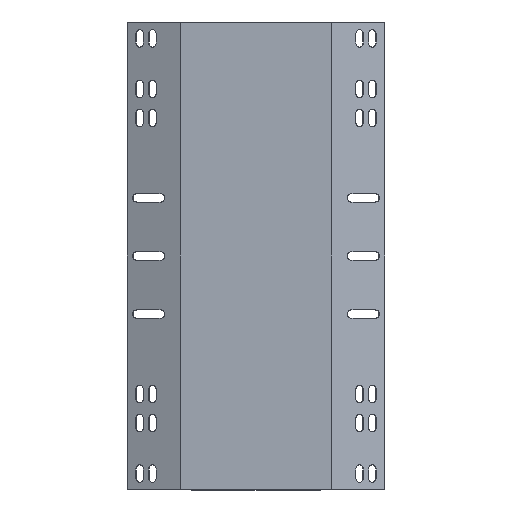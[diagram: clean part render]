
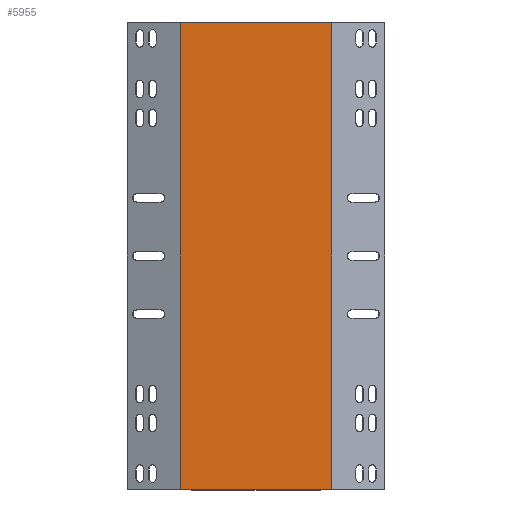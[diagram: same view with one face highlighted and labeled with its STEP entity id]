
A CAD part, front view. The second image highlights one B-rep face of the part: STEP entity #5955.
In plain terms, the highlighted planar face has unit normal (0, -1, 0).
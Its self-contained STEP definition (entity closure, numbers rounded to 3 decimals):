
#56 = DIRECTION ( 'NONE',  ( 0., 0., 1. ) ) ;
#113 = CARTESIAN_POINT ( 'NONE',  ( -87.427, -23.927, -226.657 ) ) ;
#132 = ORIENTED_EDGE ( 'NONE', *, *, #4157, .T. ) ;
#152 = ORIENTED_EDGE ( 'NONE', *, *, #4840, .F. ) ;
#173 = ORIENTED_EDGE ( 'NONE', *, *, #1024, .F. ) ;
#238 = ORIENTED_EDGE ( 'NONE', *, *, #6027, .T. ) ;
#344 = FACE_OUTER_BOUND ( 'NONE', #982, .T. ) ;
#982 = EDGE_LOOP ( 'NONE', ( #132, #152, #173, #238 ) ) ;
#1012 = VECTOR ( 'NONE', #1306, 1000. ) ;
#1016 = LINE ( 'NONE', #1313, #1012 ) ;
#1024 = EDGE_CURVE ( 'NONE', #3124, #6032, #1646, .T. ) ;
#1306 = DIRECTION ( 'NONE',  ( 1., 0., 0. ) ) ;
#1313 = CARTESIAN_POINT ( 'NONE',  ( -88.399, -23.927, 175.8 ) ) ;
#1376 = VERTEX_POINT ( 'NONE', #2745 ) ;
#1588 = VECTOR ( 'NONE', #56, 1000. ) ;
#1646 = LINE ( 'NONE', #113, #1588 ) ;
#2560 = VECTOR ( 'NONE', #4152, 1000. ) ;
#2566 = LINE ( 'NONE', #4200, #2560 ) ;
#2745 = CARTESIAN_POINT ( 'NONE',  ( 43.191, -23.927, 175.8 ) ) ;
#3124 = VERTEX_POINT ( 'NONE', #7188 ) ;
#3361 = VERTEX_POINT ( 'NONE', #6804 ) ;
#3896 = AXIS2_PLACEMENT_3D ( 'NONE', #5092, #5008, #5000 ) ;
#4152 = DIRECTION ( 'NONE',  ( 0., 0., 1. ) ) ;
#4157 = EDGE_CURVE ( 'NONE', #3361, #1376, #2566, .T. ) ;
#4200 = CARTESIAN_POINT ( 'NONE',  ( 43.191, -23.927, -226.657 ) ) ;
#4308 = DIRECTION ( 'NONE',  ( 1., 0., 0. ) ) ;
#4329 = CARTESIAN_POINT ( 'NONE',  ( -87.427, -23.927, 175.8 ) ) ;
#4354 = CARTESIAN_POINT ( 'NONE',  ( -88.399, -23.927, -225.8 ) ) ;
#4840 = EDGE_CURVE ( 'NONE', #6032, #1376, #1016, .T. ) ;
#5000 = DIRECTION ( 'NONE',  ( 0., 0., 1. ) ) ;
#5008 = DIRECTION ( 'NONE',  ( 0., 1., 0. ) ) ;
#5016 = PLANE ( 'NONE',  #3896 ) ;
#5092 = CARTESIAN_POINT ( 'NONE',  ( -87.268, -23.927, 175. ) ) ;
#5955 = ADVANCED_FACE ( 'NONE', ( #344 ), #5016, .F. ) ;
#6027 = EDGE_CURVE ( 'NONE', #3124, #3361, #7208, .T. ) ;
#6032 = VERTEX_POINT ( 'NONE', #4329 ) ;
#6804 = CARTESIAN_POINT ( 'NONE',  ( 43.191, -23.927, -225.8 ) ) ;
#7128 = VECTOR ( 'NONE', #4308, 1000. ) ;
#7188 = CARTESIAN_POINT ( 'NONE',  ( -87.427, -23.927, -225.8 ) ) ;
#7208 = LINE ( 'NONE', #4354, #7128 ) ;
